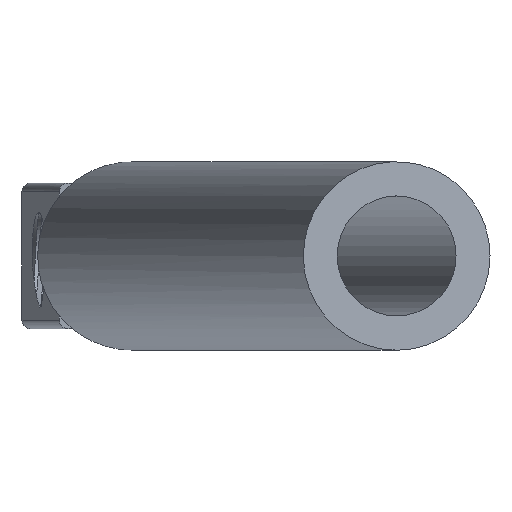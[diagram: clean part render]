
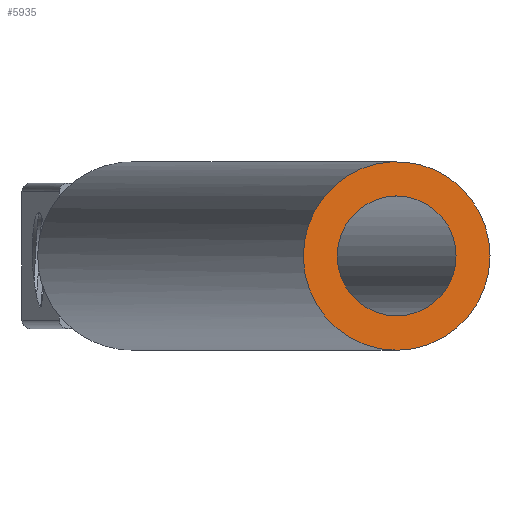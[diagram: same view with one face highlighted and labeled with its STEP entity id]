
A CAD part, left-side view. The second image highlights one B-rep face of the part: STEP entity #5935.
In plain terms, the highlighted face is planar.
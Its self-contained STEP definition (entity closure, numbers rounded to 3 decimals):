
#26 = EDGE_LOOP ( 'NONE', ( #316 ) ) ;
#70 = AXIS2_PLACEMENT_3D ( 'NONE', #5095, #3235, #5517 ) ;
#316 = ORIENTED_EDGE ( 'NONE', *, *, #3353, .F. ) ;
#774 = AXIS2_PLACEMENT_3D ( 'NONE', #5218, #2444, #4302 ) ;
#787 = FACE_OUTER_BOUND ( 'NONE', #4262, .T. ) ;
#1333 = CARTESIAN_POINT ( 'NONE',  ( 266.993, -29.344, 7.491 ) ) ;
#1386 = ORIENTED_EDGE ( 'NONE', *, *, #4409, .F. ) ;
#1641 = CIRCLE ( 'NONE', #774, 7. ) ;
#1779 = DIRECTION ( 'NONE',  ( -0.139, -0.99, 0. ) ) ;
#2444 = DIRECTION ( 'NONE',  ( 0.99, -0.139, 0. ) ) ;
#3183 = DIRECTION ( 'NONE',  ( -0.99, 0.139, 0. ) ) ;
#3235 = DIRECTION ( 'NONE',  ( -0.99, 0.139, 0. ) ) ;
#3353 = EDGE_CURVE ( 'NONE', #5925, #5925, #1641, .T. ) ;
#3973 = CIRCLE ( 'NONE', #70, 11. ) ;
#4262 = EDGE_LOOP ( 'NONE', ( #1386 ) ) ;
#4302 = DIRECTION ( 'NONE',  ( 0.139, 0.99, 0. ) ) ;
#4409 = EDGE_CURVE ( 'NONE', #5955, #5955, #3973, .T. ) ;
#4501 = PLANE ( 'NONE',  #5823 ) ;
#4616 = CARTESIAN_POINT ( 'NONE',  ( 268.524, -18.451, 7.491 ) ) ;
#5095 = CARTESIAN_POINT ( 'NONE',  ( 268.524, -18.451, 7.491 ) ) ;
#5218 = CARTESIAN_POINT ( 'NONE',  ( 268.524, -18.451, 7.491 ) ) ;
#5494 = CARTESIAN_POINT ( 'NONE',  ( 269.498, -11.519, 7.491 ) ) ;
#5517 = DIRECTION ( 'NONE',  ( -0.139, -0.99, 0. ) ) ;
#5804 = FACE_BOUND ( 'NONE', #26, .T. ) ;
#5823 = AXIS2_PLACEMENT_3D ( 'NONE', #4616, #3183, #1779 ) ;
#5925 = VERTEX_POINT ( 'NONE', #5494 ) ;
#5935 = ADVANCED_FACE ( 'NONE', ( #5804, #787 ), #4501, .F. ) ;
#5955 = VERTEX_POINT ( 'NONE', #1333 ) ;
